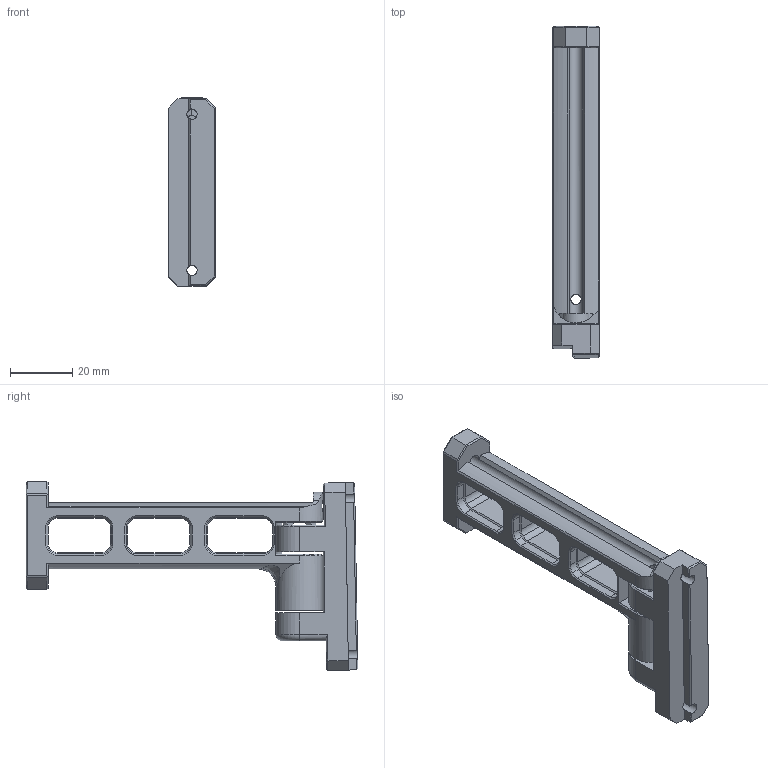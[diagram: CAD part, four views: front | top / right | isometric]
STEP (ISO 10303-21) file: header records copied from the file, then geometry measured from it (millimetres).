
FILE_DESCRIPTION(('HOOPS Exchange Step'),'2;1');
FILE_NAME('temp_export','2023-09-21T16:05:34+02:00',('author'),('Shapr3D Limited'),'HOOPS Exchange 2023.2','Shapr3D','Authorized');
FILE_SCHEMA( ('AUTOMOTIVE_DESIGN { 1 0 10303 214 1 1 1 1 }') );
Length unit declared in the file: millimetre
Products named in the file (2): SpoolHolder; root
Assembly tree (1 placements, depth 2):
  root
    SpoolHolder
Bounding box: 15 x 106.22 x 60.46 mm (x, y, z)
Volume: 28703.5 mm3; surface area: 15044.3 mm2
Topology: 2 solids, 2 shells, 400 faces, 992 edges, 606 vertices
Faces by surface type: plane 218, cylinder 100, cone 61, bspline 19, torus 2
Full cylindrical faces by diameter (mm): 3.3 x6, 4.2 x1, 4.7 x1, 6.2 x1, 6.6 x1, 6.66 x1, 8.5 x2
Entity records: 15677 total; most frequent: CARTESIAN_POINT 6197, ORIENTED_EDGE 1984, DIRECTION 1920, EDGE_CURVE 992, AXIS2_PLACEMENT_3D 645, VECTOR 630, LINE 630, VERTEX_POINT 606
